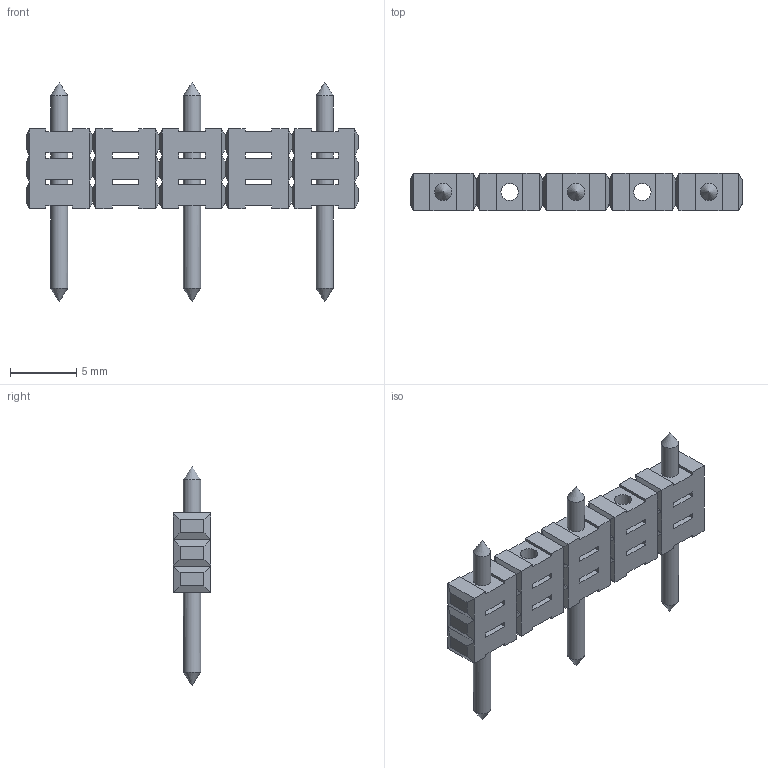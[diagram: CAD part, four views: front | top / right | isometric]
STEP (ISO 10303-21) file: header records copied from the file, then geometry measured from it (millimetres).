
FILE_DESCRIPTION(('STEP AP214'),'1');
FILE_NAME('PVST03-10.stp','2018-11-21T10:50:30',(' '),(' '),'Spatial InterOp 3D',' ',' ');
FILE_SCHEMA(('AUTOMOTIVE_DESIGN { 1 0 10303 214 1 1 1 1 }'));
Length unit declared in the file: metre
Products named in the file (1): 1
Bounding box: 25 x 2.8 x 16.5 mm (x, y, z)
Volume: 399.4 mm3; surface area: 788.7 mm2
Topology: 1 solids, 1 shells, 250 faces, 639 edges, 375 vertices
Faces by surface type: plane 226, cylinder 18, cone 6
Full cylindrical faces by diameter (mm): 1.3 x18
Entity records: 9033 total; most frequent: CARTESIAN_POINT 1193, ORIENTED_EDGE 1176, DIRECTION 1126, EDGE_CURVE 588, LINE 552, VECTOR 552, VERTEX_POINT 354, EDGE_LOOP 318
